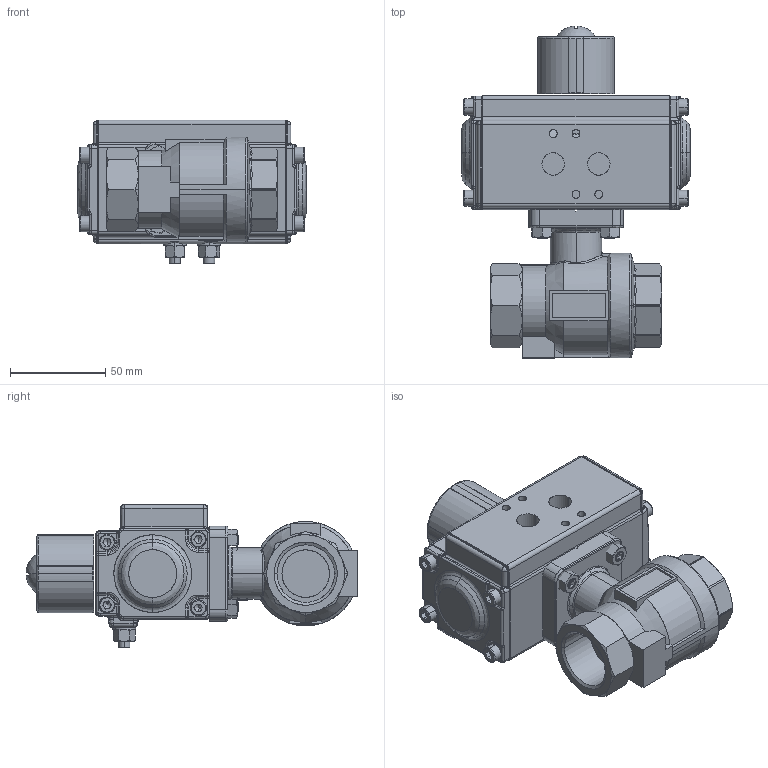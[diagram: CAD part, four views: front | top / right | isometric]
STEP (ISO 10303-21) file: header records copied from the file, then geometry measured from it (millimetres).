
FILE_DESCRIPTION (( 'STEP AP214' ), '1' );
FILE_NAME ('PK02_DN25_doppeltwirkend (PK02000005).STEP', '2022-01-19T14:36:15', ( '' ), ( '' ), 'SwSTEP 2.0', 'SolidWorks 2021', '' );
FILE_SCHEMA (( 'AUTOMOTIVE_DESIGN' ));
Length unit declared in the file: metre
Products named in the file (1): PK02_DN25_doppeltwirkend (PK02000005)
Bounding box: 120 x 174.65 x 75.5 mm (x, y, z)
Surface area: 87005.4 mm2 (no closed solid volume)
Topology: 0 solids, 893 shells, 1032 faces, 4779 edges, 4579 vertices
Faces by surface type: plane 364, cylinder 283, bspline 237, cone 140, torus 6, sphere 2
Entity records: 84929 total; most frequent: CARTESIAN_POINT 38790, DIRECTION 6461, ORIENTED_EDGE 4969, EDGE_CURVE 4724, VERTEX_POINT 4579, AXIS2_PLACEMENT_3D 2212, VECTOR 2037, LINE 2037
